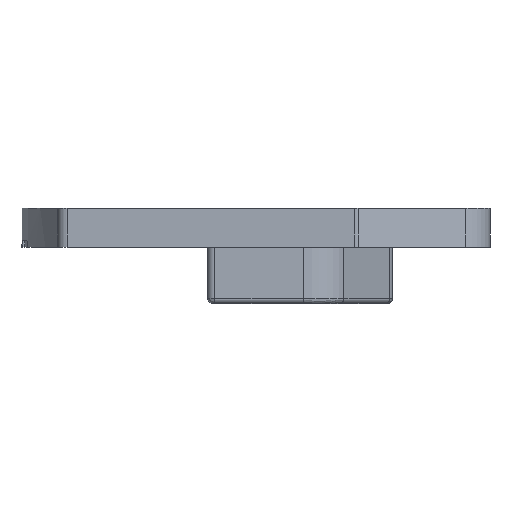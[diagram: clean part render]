
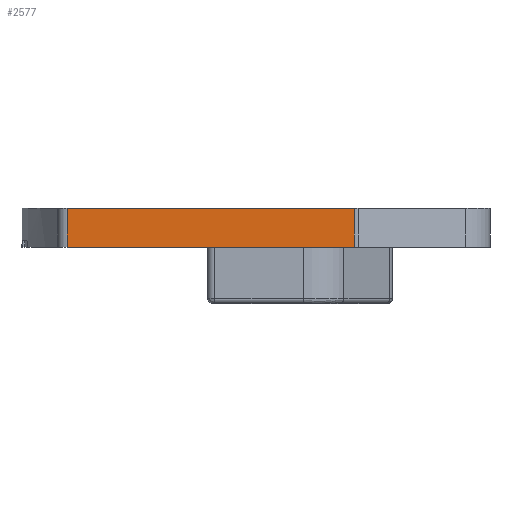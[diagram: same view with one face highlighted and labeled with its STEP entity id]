
A CAD part, left-side view. The second image highlights one B-rep face of the part: STEP entity #2577.
In plain terms, the highlighted planar face has unit normal (-1, 0, 0).
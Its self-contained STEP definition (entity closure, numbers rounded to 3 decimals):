
#110 = LINE ( 'NONE', #3042, #164 ) ;
#141 = VERTEX_POINT ( 'NONE', #2227 ) ;
#147 = EDGE_CURVE ( 'NONE', #471, #141, #1390, .T. ) ;
#164 = VECTOR ( 'NONE', #3034, 1000. ) ;
#189 = ORIENTED_EDGE ( 'NONE', *, *, #1816, .F. ) ;
#308 = CARTESIAN_POINT ( 'NONE',  ( -16.61, 6.784, 2. ) ) ;
#317 = DIRECTION ( 'NONE',  ( 0., 0., 1. ) ) ;
#471 = VERTEX_POINT ( 'NONE', #1158 ) ;
#924 = VERTEX_POINT ( 'NONE', #1556 ) ;
#957 = ORIENTED_EDGE ( 'NONE', *, *, #2689, .F. ) ;
#1158 = CARTESIAN_POINT ( 'NONE',  ( -16.61, -8.01, 2. ) ) ;
#1390 = LINE ( 'NONE', #2179, #2049 ) ;
#1556 = CARTESIAN_POINT ( 'NONE',  ( -16.61, 6.784, 0. ) ) ;
#1678 = FACE_OUTER_BOUND ( 'NONE', #3285, .T. ) ;
#1804 = AXIS2_PLACEMENT_3D ( 'NONE', #3096, #3094, #3084 ) ;
#1816 = EDGE_CURVE ( 'NONE', #924, #2560, #3195, .T. ) ;
#1986 = DIRECTION ( 'NONE',  ( 0., 1., 0. ) ) ;
#2041 = CARTESIAN_POINT ( 'NONE',  ( -16.61, -14., 2. ) ) ;
#2049 = VECTOR ( 'NONE', #2233, 1000. ) ;
#2179 = CARTESIAN_POINT ( 'NONE',  ( -16.61, -8.01, 2. ) ) ;
#2227 = CARTESIAN_POINT ( 'NONE',  ( -16.61, -8.01, 0. ) ) ;
#2233 = DIRECTION ( 'NONE',  ( 0., 0., -1. ) ) ;
#2321 = ORIENTED_EDGE ( 'NONE', *, *, #147, .F. ) ;
#2560 = VERTEX_POINT ( 'NONE', #3129 ) ;
#2577 = ADVANCED_FACE ( 'NONE', ( #1678 ), #3124, .F. ) ;
#2689 = EDGE_CURVE ( 'NONE', #141, #924, #110, .T. ) ;
#3034 = DIRECTION ( 'NONE',  ( 0., 1., 0. ) ) ;
#3037 = VECTOR ( 'NONE', #1986, 1000. ) ;
#3042 = CARTESIAN_POINT ( 'NONE',  ( -16.61, 6.784, 0. ) ) ;
#3065 = EDGE_CURVE ( 'NONE', #471, #2560, #3277, .T. ) ;
#3084 = DIRECTION ( 'NONE',  ( 0., 1., 0. ) ) ;
#3094 = DIRECTION ( 'NONE',  ( 1., 0., 0. ) ) ;
#3096 = CARTESIAN_POINT ( 'NONE',  ( -16.61, 6.784, 2. ) ) ;
#3116 = ORIENTED_EDGE ( 'NONE', *, *, #3065, .T. ) ;
#3124 = PLANE ( 'NONE',  #1804 ) ;
#3129 = CARTESIAN_POINT ( 'NONE',  ( -16.61, 6.784, 2. ) ) ;
#3195 = LINE ( 'NONE', #308, #3258 ) ;
#3258 = VECTOR ( 'NONE', #317, 1000. ) ;
#3277 = LINE ( 'NONE', #2041, #3037 ) ;
#3285 = EDGE_LOOP ( 'NONE', ( #2321, #3116, #189, #957 ) ) ;
